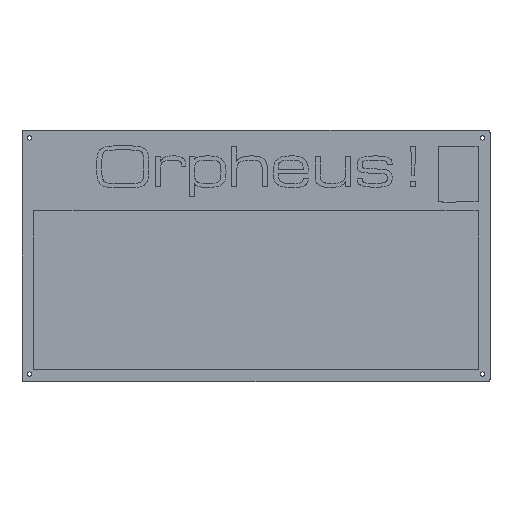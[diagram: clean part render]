
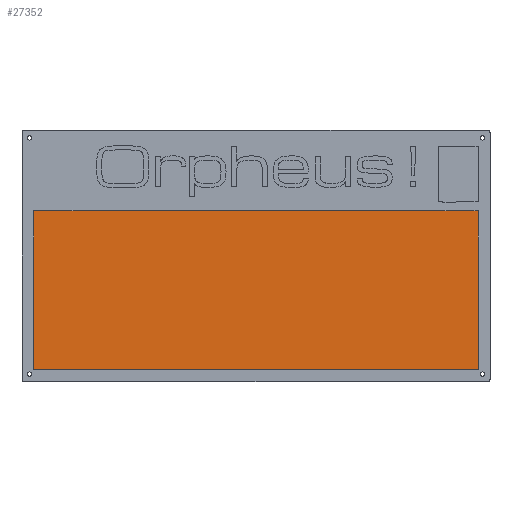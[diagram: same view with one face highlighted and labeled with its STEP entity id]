
A CAD part, front view. The second image highlights one B-rep face of the part: STEP entity #27352.
In plain terms, the highlighted planar face has unit normal (0, -1, 0).
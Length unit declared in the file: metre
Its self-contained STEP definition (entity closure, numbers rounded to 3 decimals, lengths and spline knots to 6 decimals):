
#2370=CIRCLE('',#30066,0.002);
#2371=CIRCLE('',#30067,0.002);
#5370=ORIENTED_EDGE('',*,*,#11384,.F.);
#5371=ORIENTED_EDGE('',*,*,#12803,.T.);
#5372=ORIENTED_EDGE('',*,*,#12804,.T.);
#5373=ORIENTED_EDGE('',*,*,#12805,.T.);
#5374=ORIENTED_EDGE('',*,*,#11374,.F.);
#5375=ORIENTED_EDGE('',*,*,#12247,.T.);
#5376=ORIENTED_EDGE('',*,*,#12701,.T.);
#5377=ORIENTED_EDGE('',*,*,#12348,.F.);
#11374=EDGE_CURVE('',#15104,#15105,#17736,.T.);
#11384=EDGE_CURVE('',#15114,#15115,#17746,.T.);
#12247=EDGE_CURVE('',#15104,#15966,#17813,.T.);
#12348=EDGE_CURVE('',#15115,#16066,#17815,.T.);
#12701=EDGE_CURVE('',#15966,#16066,#17817,.T.);
#12803=EDGE_CURVE('',#15114,#16517,#2370,.F.);
#12804=EDGE_CURVE('',#16517,#16518,#17820,.F.);
#12805=EDGE_CURVE('',#16518,#15105,#2371,.F.);
#15104=VERTEX_POINT('',#38307);
#15105=VERTEX_POINT('',#38308);
#15114=VERTEX_POINT('',#38328);
#15115=VERTEX_POINT('',#38330);
#15966=VERTEX_POINT('',#40392);
#16066=VERTEX_POINT('',#40594);
#16517=VERTEX_POINT('',#41503);
#16518=VERTEX_POINT('',#41505);
#17736=LINE('',#38306,#19164);
#17746=LINE('',#38329,#19174);
#17813=LINE('',#40391,#19241);
#17815=LINE('',#40593,#19243);
#17817=LINE('',#41299,#19245);
#17820=LINE('',#41504,#19248);
#19164=VECTOR('',#31334,1.);
#19174=VECTOR('',#31348,1.);
#19241=VECTOR('',#32697,1.);
#19243=VECTOR('',#32899,1.);
#19245=VECTOR('',#33605,1.);
#19248=VECTOR('',#33812,1.);
#21601=EDGE_LOOP('',(#5370,#5371,#5372,#5373,#5374,#5375,#5376,#5377));
#24901=FACE_BOUND('',#21601,.T.);
#26997=PLANE('',#30065);
#27352=ADVANCED_FACE('',(#24901),#26997,.T.);
#30065=AXIS2_PLACEMENT_3D('',#41501,#33808,#33809);
#30066=AXIS2_PLACEMENT_3D('',#41502,#33810,#33811);
#30067=AXIS2_PLACEMENT_3D('',#41506,#33813,#33814);
#31334=DIRECTION('',(1.,0.,0.));
#31348=DIRECTION('',(1.,0.,0.));
#32697=DIRECTION('',(0.,0.,-1.));
#32899=DIRECTION('',(0.,0.,-1.));
#33605=DIRECTION('',(1.,0.,0.));
#33808=DIRECTION('',(0.,-1.,0.));
#33809=DIRECTION('',(1.,0.,0.));
#33810=DIRECTION('',(0.,-1.,0.));
#33811=DIRECTION('',(0.,0.,-1.));
#33812=DIRECTION('',(1.,0.,0.));
#33813=DIRECTION('',(0.,-1.,0.));
#33814=DIRECTION('',(0.,0.,-1.));
#38306=CARTESIAN_POINT('',(-0.151539,-0.003,-0.081749));
#38307=CARTESIAN_POINT('',(-0.328302,-0.003,-0.081749));
#38308=CARTESIAN_POINT('',(-0.003777,-0.003,-0.081749));
#38328=CARTESIAN_POINT('',(0.008223,-0.003,-0.081749));
#38329=CARTESIAN_POINT('',(-0.151539,-0.003,-0.081749));
#38330=CARTESIAN_POINT('',(0.025223,-0.003,-0.081749));
#40391=CARTESIAN_POINT('',(-0.328302,-0.003,-0.144961));
#40392=CARTESIAN_POINT('',(-0.328302,-0.003,-0.208174));
#40593=CARTESIAN_POINT('',(0.025223,-0.003,-0.144961));
#40594=CARTESIAN_POINT('',(0.025223,-0.003,-0.208174));
#41299=CARTESIAN_POINT('',(-0.151539,-0.003,-0.208174));
#41501=CARTESIAN_POINT('',(-0.151539,-0.003,-0.117674));
#41502=CARTESIAN_POINT('',(0.008223,-0.003,-0.079749));
#41503=CARTESIAN_POINT('',(0.007216,-0.003,-0.081477));
#41504=CARTESIAN_POINT('',(0.002223,-0.003,-0.081477));
#41505=CARTESIAN_POINT('',(-0.002769,-0.003,-0.081477));
#41506=CARTESIAN_POINT('',(-0.003777,-0.003,-0.079749));
